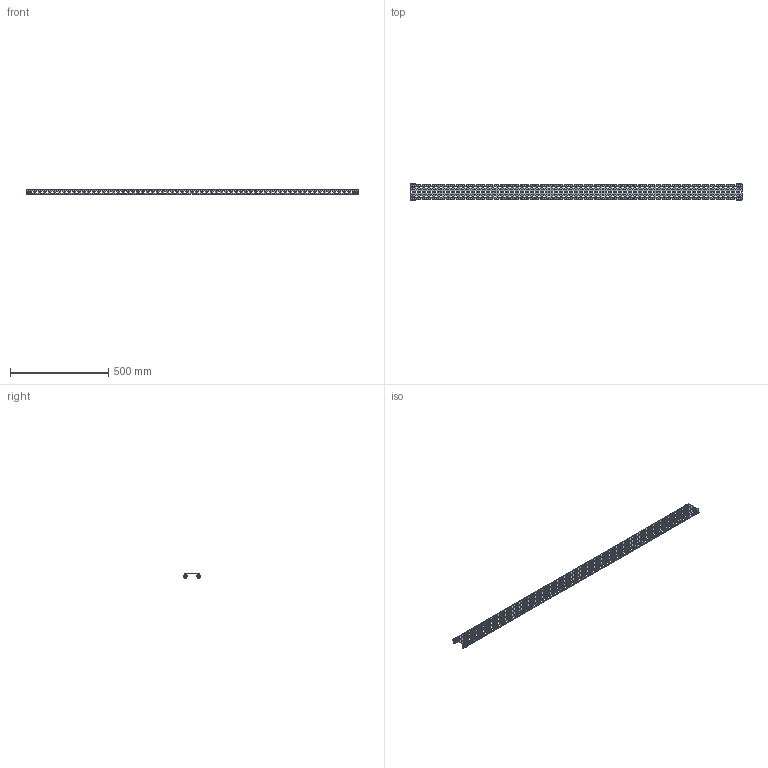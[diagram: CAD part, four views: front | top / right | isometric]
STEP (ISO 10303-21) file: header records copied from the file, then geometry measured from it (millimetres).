
FILE_DESCRIPTION (( 'STEP AP203' ), '1' );
FILE_NAME ('U0731182373 Êîìïëåêò ïëàíîê ìîíòàæíûõ 23õ73 òèï Ê LC2_RS52 00.180 (000.801.476-08).STEP', '2022-04-20T06:26:18', ( '' ), ( '' ), 'SwSTEP 2.0', 'SolidWorks 2017', '' );
FILE_SCHEMA (( 'CONFIG_CONTROL_DESIGN' ));
Length unit declared in the file: millimetre
Products named in the file (7): U0731182373 Êîìïëåêò ïëàíîê ìîíòàæíûõ 23õ73 òèï Ê LC2_RS52 00.180 (000.801.476-08); Âèíò DIN 7984 TORX_Œ6å16; Êëåòêà ãàéêè_M6-4€; Ãàéêà êëåòåâàÿ_Œ6-4€; 025-271 Ïëàíêà ìîíòàæíàÿ 23õ73 RS52_08 (1800); Ãàéêà êâàäðàòíàÿ_Œ6-2‚; Âèíò DIN 7500 C TORX_Œ5å12
Assembly tree (15 placements, depth 3):
  U0731182373 Êîìïëåêò ïëàíîê ìîíòàæíûõ 23õ73 òèï Ê LC2_RS52 00.180 (000.801.476-08)
    025-271 Ïëàíêà ìîíòàæíàÿ 23õ73 RS52_08 (1800)
    Ãàéêà êëåòåâàÿ_Œ6-4€  x4
      Êëåòêà ãàéêè_M6-4€
      Ãàéêà êâàäðàòíàÿ_Œ6-2‚
    Âèíò DIN 7984 TORX_Œ6å16  x4
    Âèíò DIN 7500 C TORX_Œ5å12  x4
Bounding box: 1691 x 89 x 25 mm (x, y, z)
Volume: 264988.1 mm3; surface area: 412741.7 mm2
Topology: 17 solids, 17 shells, 3332 faces, 9474 edges, 6188 vertices
Faces by surface type: plane 1802, cylinder 1450, bspline 32, cone 24, torus 16, sphere 8
Entity records: 98468 total; most frequent: CARTESIAN_POINT 16928, ORIENTED_EDGE 16434, DIRECTION 16324, EDGE_CURVE 8217, LINE 5620, VECTOR 5620, VERTEX_POINT 5438, AXIS2_PLACEMENT_3D 5352
